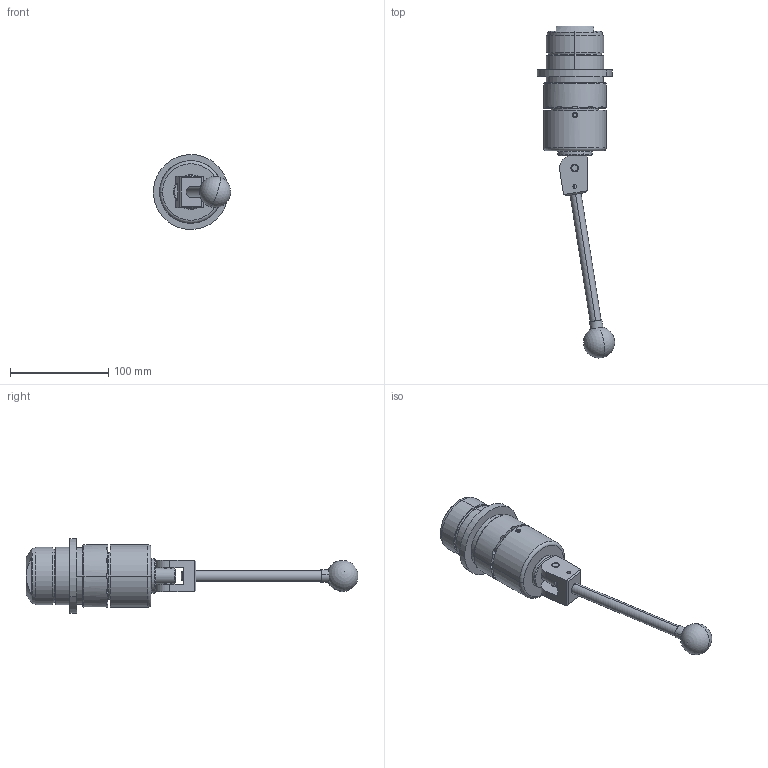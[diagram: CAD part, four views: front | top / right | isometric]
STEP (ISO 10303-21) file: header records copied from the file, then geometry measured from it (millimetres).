
FILE_DESCRIPTION (( 'STEP AP214' ), '1' );
FILE_NAME ('CTSC-003636.STEP', '2025-06-01T18:05:06', ( '' ), ( '' ), 'SwSTEP 2.0', 'SolidWorks 2023', '' );
FILE_SCHEMA (( 'AUTOMOTIVE_DESIGN' ));
Length unit declared in the file: inch
Products named in the file (1): CTSC-003636
Bounding box: 78.42 x 337.12 x 76.08 mm (x, y, z)
Volume: 407886.6 mm3; surface area: 90287 mm2
Topology: 10 solids, 11 shells, 279 faces, 666 edges, 417 vertices
Faces by surface type: cylinder 112, plane 98, cone 44, torus 20, bspline 3, sphere 2
Entity records: 13202 total; most frequent: CARTESIAN_POINT 3084, DIRECTION 1371, ORIENTED_EDGE 1314, EDGE_CURVE 657, AXIS2_PLACEMENT_3D 565, VERTEX_POINT 414, EDGE_LOOP 315, CIRCLE 288
